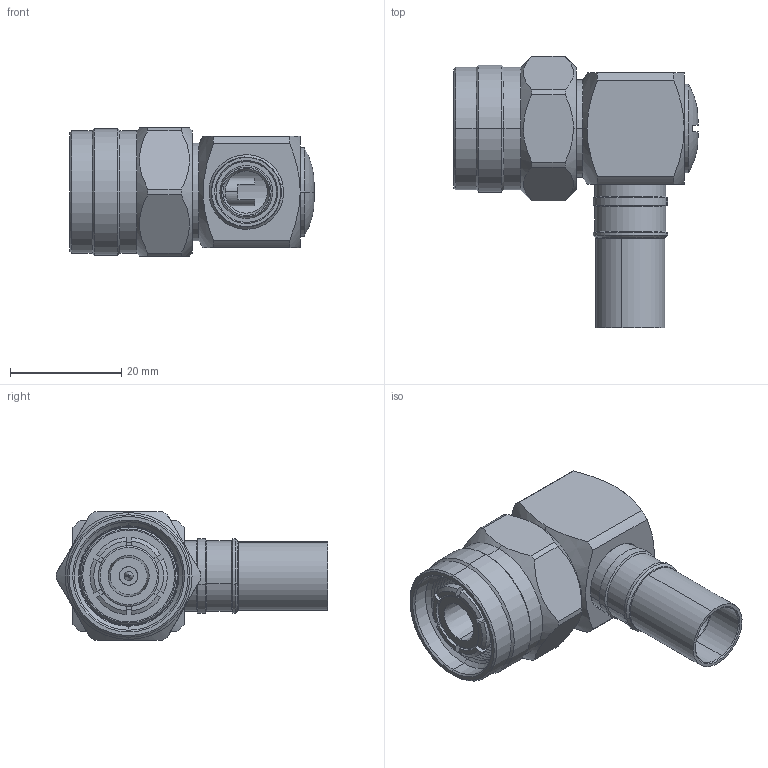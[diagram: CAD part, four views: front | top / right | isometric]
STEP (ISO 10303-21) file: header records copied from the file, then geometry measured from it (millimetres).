
FILE_DESCRIPTION (( 'STEP AP203' ), '1' );
FILE_NAME ('HN03-1.STEP', '2019-05-06T02:31:59', ( 'afy' ), ( '' ), 'SwSTEP 2.0', 'SolidWorks 2010', '' );
FILE_SCHEMA (( 'CONFIG_CONTROL_DESIGN' ));
Length unit declared in the file: millimetre
Products named in the file (12): BZ300006; BZ300003; HN03-1 O型圈; A1N0000A; B300000C; BWX00004; HN03-1; BZ300001; BZ300008; BZ300005; BZ300004; BZ300002
Assembly tree (11 placements, depth 2):
  HN03-1
    BZ300006
    BZ300003
    HN03-1 O型圈
    A1N0000A
    BZ300001
    B300000C
    BZ300005
    BWX00004
    BZ300004
    BZ300008
    BZ300002
Bounding box: 43.9 x 48.78 x 23 mm (x, y, z)
Volume: 13276.4 mm3; surface area: 14184.8 mm2
Topology: 11 solids, 11 shells, 526 faces, 1267 edges, 778 vertices
Faces by surface type: plane 176, cylinder 172, cone 164, torus 12, sphere 2
Entity records: 17098 total; most frequent: CARTESIAN_POINT 3590, DIRECTION 2643, ORIENTED_EDGE 2530, EDGE_CURVE 1265, AXIS2_PLACEMENT_3D 1068, VERTEX_POINT 778, EDGE_LOOP 561, CIRCLE 528
